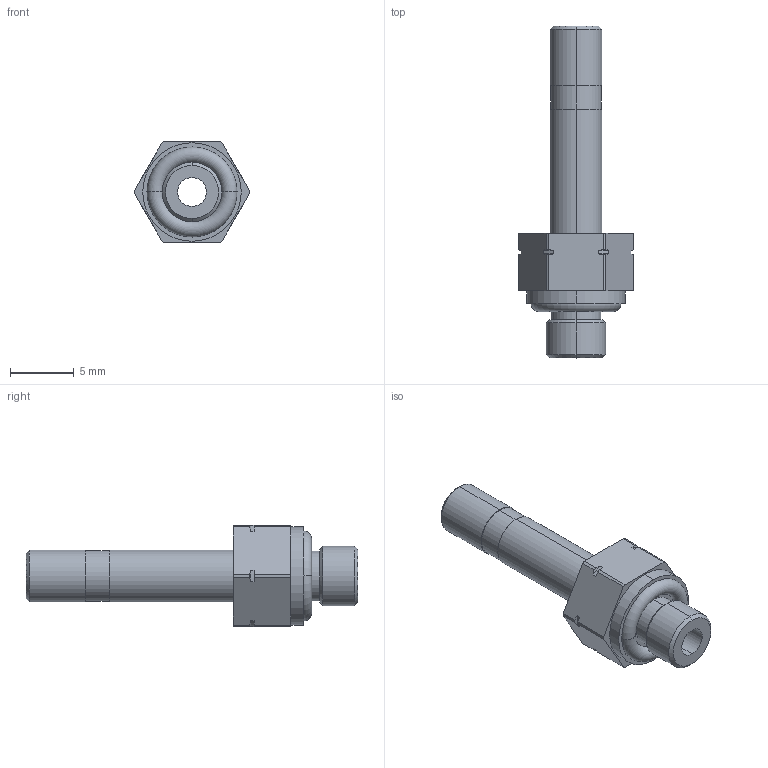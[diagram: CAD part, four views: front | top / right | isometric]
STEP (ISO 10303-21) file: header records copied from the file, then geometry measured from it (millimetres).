
FILE_DESCRIPTION (( 'STEP AP203' ), '1' );
FILE_NAME ('SA532-10N.step', '2016-02-15T19:55:16', ( '' ), ( '' ), 'SwSTEP 2.0', 'SolidWorks 2015', '' );
FILE_SCHEMA (( 'CONFIG_CONTROL_DESIGN' ));
Length unit declared in the file: millimetre
Products named in the file (1): SA532-10N
Bounding box: 9 x 25.95 x 7.9 mm (x, y, z)
Volume: 480.6 mm3; surface area: 773.2 mm2
Topology: 2 solids, 2 shells, 68 faces, 170 edges, 110 vertices
Faces by surface type: cylinder 32, cone 18, plane 14, torus 4
Entity records: 2159 total; most frequent: CARTESIAN_POINT 421, DIRECTION 362, ORIENTED_EDGE 340, EDGE_CURVE 170, AXIS2_PLACEMENT_3D 147, VERTEX_POINT 110, CIRCLE 78, EDGE_LOOP 76
